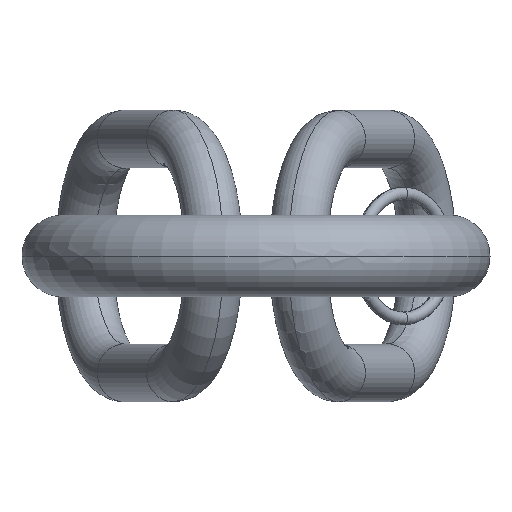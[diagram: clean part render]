
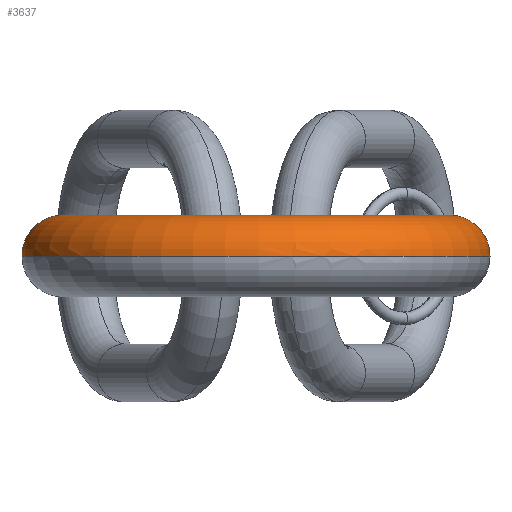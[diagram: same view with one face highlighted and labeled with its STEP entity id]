
A CAD part, left-side view. The second image highlights one B-rep face of the part: STEP entity #3637.
In plain terms, the highlighted toroidal (fillet/blend) face has major radius 120.5 mm and minor radius 25.5 mm.
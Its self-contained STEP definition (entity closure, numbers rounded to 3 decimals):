
#881=CARTESIAN_POINT('',(-160.,120.5,0.));
#882=DIRECTION('',(-1.,0.,0.));
#883=DIRECTION('',(0.,-1.,0.));
#884=AXIS2_PLACEMENT_3D('',#881,#882,#883);
#899=CARTESIAN_POINT('',(-160.,-120.5,0.));
#900=DIRECTION('',(1.,0.,0.));
#901=DIRECTION('',(0.,1.,0.));
#902=AXIS2_PLACEMENT_3D('',#899,#900,#901);
#904=CARTESIAN_POINT('',(-160.,-146.,0.));
#905=CARTESIAN_POINT('',(-167.645,-146.,0.));
#906=CARTESIAN_POINT('',(-182.934,-144.797,
0.));
#907=CARTESIAN_POINT('',(-205.302,-139.426,
0.));
#908=CARTESIAN_POINT('',(-226.556,-130.623,
0.));
#909=CARTESIAN_POINT('',(-246.17,-118.603,
0.));
#910=CARTESIAN_POINT('',(-263.663,-103.663,
0.));
#911=CARTESIAN_POINT('',(-278.603,-86.17,
0.));
#912=CARTESIAN_POINT('',(-290.623,-66.556,
0.));
#913=CARTESIAN_POINT('',(-299.426,-45.302,
0.));
#914=CARTESIAN_POINT('',(-304.797,-22.934,
0.));
#915=CARTESIAN_POINT('',(-306.602,0.,
0.));
#916=CARTESIAN_POINT('',(-304.797,22.934,
0.));
#917=CARTESIAN_POINT('',(-299.426,45.302,
0.));
#918=CARTESIAN_POINT('',(-290.623,66.556,
0.));
#919=CARTESIAN_POINT('',(-278.603,86.17,
0.));
#920=CARTESIAN_POINT('',(-263.663,103.663,
0.));
#921=CARTESIAN_POINT('',(-246.17,118.603,
0.));
#922=CARTESIAN_POINT('',(-226.556,130.623,
0.));
#923=CARTESIAN_POINT('',(-205.302,139.426,
0.));
#924=CARTESIAN_POINT('',(-182.934,144.797,
0.));
#925=CARTESIAN_POINT('',(-167.645,146.,0.));
#926=CARTESIAN_POINT('',(-160.,146.,0.));
#928=CARTESIAN_POINT('',(-160.,95.,0.));
#929=CARTESIAN_POINT('',(-165.527,95.,0.));
#930=CARTESIAN_POINT('',(-176.581,94.033,
0.));
#931=CARTESIAN_POINT('',(-192.657,89.725,
0.));
#932=CARTESIAN_POINT('',(-207.742,82.691,
0.));
#933=CARTESIAN_POINT('',(-221.376,73.145,
0.));
#934=CARTESIAN_POINT('',(-233.145,61.376,
0.));
#935=CARTESIAN_POINT('',(-242.691,47.742,0.));
#936=CARTESIAN_POINT('',(-249.725,32.657,0.));
#937=CARTESIAN_POINT('',(-254.033,16.581,0.));
#938=CARTESIAN_POINT('',(-255.484,0.,0.));
#939=CARTESIAN_POINT('',(-254.033,-16.581,0.));
#940=CARTESIAN_POINT('',(-249.725,-32.657,0.));
#941=CARTESIAN_POINT('',(-242.691,-47.742,0.));
#942=CARTESIAN_POINT('',(-233.145,-61.376,
0.));
#943=CARTESIAN_POINT('',(-221.376,-73.145,
0.));
#944=CARTESIAN_POINT('',(-207.742,-82.691,
0.));
#945=CARTESIAN_POINT('',(-192.657,-89.725,
0.));
#946=CARTESIAN_POINT('',(-176.581,-94.033,
0.));
#947=CARTESIAN_POINT('',(-165.527,-95.,0.));
#948=CARTESIAN_POINT('',(-160.,-95.,0.));
#2564=CARTESIAN_POINT('',(-160.,146.,0.));
#2566=VERTEX_POINT('',#2564);
#2569=CARTESIAN_POINT('',(-160.,95.,0.));
#2571=VERTEX_POINT('',#2569);
#2572=VERTEX_POINT('',#904);
#2573=VERTEX_POINT('',#948);
#3624=CARTESIAN_POINT('',(-160.,0.,0.));
#3625=DIRECTION('',(0.,0.,-1.));
#3626=DIRECTION('',(0.,1.,0.));
#3627=AXIS2_PLACEMENT_3D('',#3624,#3625,#3626);
#3628=TOROIDAL_SURFACE('',#3627,120.5,25.5);
#3629=ORIENTED_EDGE('',*,*,#3218,.T.);
#3631=ORIENTED_EDGE('',*,*,#3630,.T.);
#3632=ORIENTED_EDGE('',*,*,#3614,.F.);
#3634=ORIENTED_EDGE('',*,*,#3633,.T.);
#3635=EDGE_LOOP('',(#3629,#3631,#3632,#3634));
#3636=FACE_OUTER_BOUND('',#3635,.F.);
#3637=ADVANCED_FACE('',(#3636),#3628,.T.);
#885=CIRCLE('',#884,25.5);
#903=CIRCLE('',#902,25.5);
#927=B_SPLINE_CURVE_WITH_KNOTS('',3,(#904,#905,#906,#907,#908,#909,#910,#911,
#912,#913,#914,#915,#916,#917,#918,#919,#920,#921,#922,#923,#924,#925,#926),
.UNSPECIFIED.,.F.,.F.,(4,1,1,1,1,1,1,1,1,1,1,1,1,1,1,1,1,1,1,1,4),(0.,0.05,
0.1,0.15,0.2,0.25,0.3,0.35,0.4,0.45,0.5,0.55,0.6,0.65,
0.7,0.75,0.8,0.85,0.9,0.95,1.),.UNSPECIFIED.);
#949=B_SPLINE_CURVE_WITH_KNOTS('',3,(#928,#929,#930,#931,#932,#933,#934,#935,
#936,#937,#938,#939,#940,#941,#942,#943,#944,#945,#946,#947,#948),.UNSPECIFIED.,
.F.,.F.,(4,1,1,1,1,1,1,1,1,1,1,1,1,1,1,1,1,1,4),(0.,0.056,
0.111,0.167,0.222,0.278,
0.333,0.389,0.444,0.5,0.556,
0.611,0.667,0.722,0.778,
0.833,0.889,0.944,1.),.UNSPECIFIED.);
#3218=EDGE_CURVE('',#2573,#2572,#903,.T.);
#3614=EDGE_CURVE('',#2571,#2566,#885,.T.);
#3630=EDGE_CURVE('',#2572,#2566,#927,.T.);
#3633=EDGE_CURVE('',#2571,#2573,#949,.T.);
